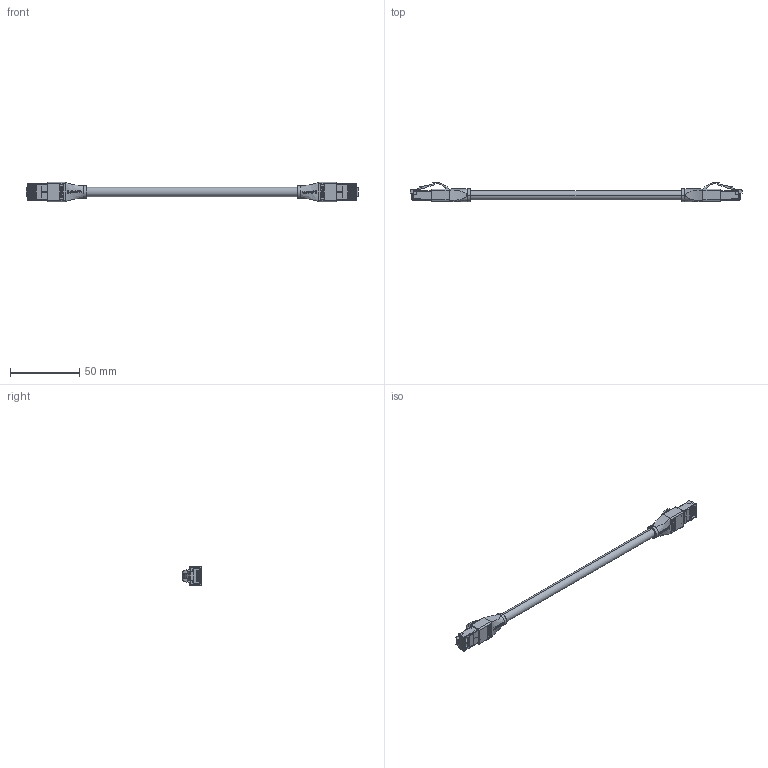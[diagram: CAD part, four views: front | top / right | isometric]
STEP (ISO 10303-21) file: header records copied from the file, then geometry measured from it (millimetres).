
FILE_DESCRIPTION (( 'STEP AP214' ), '1' );
FILE_NAME ('TTE695ASZ.step', '2020-02-18T21:33:35', ( '' ), ( '' ), 'SwSTEP 2.0', 'SolidWorks 2018', '' );
FILE_SCHEMA (( 'AUTOMOTIVE_DESIGN' ));
Length unit declared in the file: inch
Products named in the file (9): TDS8PC5-MA3; 1AD03-040_NO BOOT; 1AD03-032-MA3; 1AD03-013-MA1; 1AY01-355_NEW LOGO, 7.0mm entry; 1AL04-110; 1AD03-032-MA2_crimped strain relief; TTE695ASZ; 1AD03-013-MA2
Assembly tree (17 placements, depth 3):
  TTE695ASZ
    1AL04-110
    1AY01-355_NEW LOGO, 7.0mm entry  x2
    1AD03-040_NO BOOT  x2
      1AD03-032-MA3
      1AD03-013-MA2
      1AD03-013-MA1
      1AD03-032-MA2_crimped strain relief
      TDS8PC5-MA3
Bounding box: 239.93 x 14.43 x 13.83 mm (x, y, z)
Volume: 10045.2 mm3; surface area: 13969.4 mm2
Topology: 27 solids, 27 shells, 1756 faces, 4884 edges, 3140 vertices
Faces by surface type: plane 1180, cylinder 316, bspline 216, sphere 36, torus 8
Entity records: 27769 total; most frequent: CARTESIAN_POINT 9817, ORIENTED_EDGE 4018, DIRECTION 3088, EDGE_CURVE 2009, LINE 1330, VECTOR 1330, VERTEX_POINT 1290, AXIS2_PLACEMENT_3D 879
